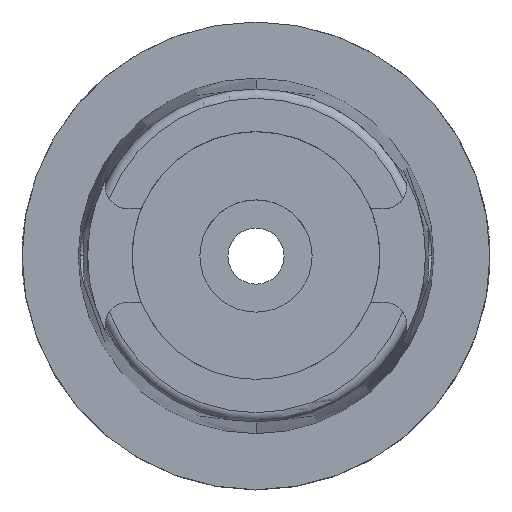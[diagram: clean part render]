
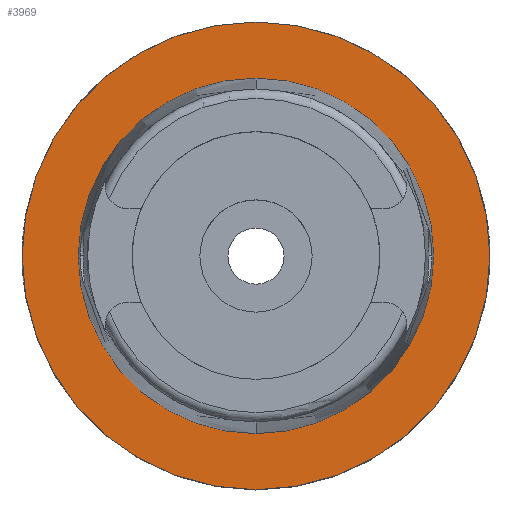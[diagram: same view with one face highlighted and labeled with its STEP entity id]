
A CAD part, top view. The second image highlights one B-rep face of the part: STEP entity #3969.
In plain terms, the highlighted planar face has unit normal (0, 0, 1).
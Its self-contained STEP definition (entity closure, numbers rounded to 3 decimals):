
#1958=CARTESIAN_POINT('',(0.,0.,0.));
#1959=DIRECTION('',(0.,0.,-1.));
#1960=DIRECTION('',(0.,-1.,0.));
#1961=AXIS2_PLACEMENT_3D('',#1958,#1959,#1960);
#1966=CARTESIAN_POINT('',(0.,0.,0.));
#1967=DIRECTION('',(0.,0.,-1.));
#1968=DIRECTION('',(0.,1.,0.));
#1969=AXIS2_PLACEMENT_3D('',#1966,#1967,#1968);
#1974=CARTESIAN_POINT('',(0.,0.,0.));
#1975=DIRECTION('',(0.,0.,1.));
#1976=DIRECTION('',(0.,-1.,0.));
#1977=AXIS2_PLACEMENT_3D('',#1974,#1975,#1976);
#1982=CARTESIAN_POINT('',(0.,0.,0.));
#1983=DIRECTION('',(0.,0.,1.));
#1984=DIRECTION('',(0.,1.,0.));
#1985=AXIS2_PLACEMENT_3D('',#1982,#1983,#1984);
#2282=CARTESIAN_POINT('',(0.,-38.,0.));
#2283=VERTEX_POINT('',#2282);
#2284=CARTESIAN_POINT('',(0.,38.,0.));
#2285=VERTEX_POINT('',#2284);
#2523=CARTESIAN_POINT('',(0.,50.,0.));
#2524=VERTEX_POINT('',#2523);
#2525=CARTESIAN_POINT('',(0.,-50.,0.));
#2526=VERTEX_POINT('',#2525);
#3956=CARTESIAN_POINT('',(0.,0.,0.));
#3957=DIRECTION('',(0.,0.,1.));
#3958=DIRECTION('',(0.,1.,0.));
#3959=AXIS2_PLACEMENT_3D('',#3956,#3957,#3958);
#3960=PLANE('',#3959);
#3961=ORIENTED_EDGE('',*,*,#3721,.T.);
#3962=ORIENTED_EDGE('',*,*,#3830,.T.);
#3963=EDGE_LOOP('',(#3961,#3962));
#3964=FACE_OUTER_BOUND('',#3963,.F.);
#3965=ORIENTED_EDGE('',*,*,#2761,.T.);
#3966=ORIENTED_EDGE('',*,*,#2732,.T.);
#3967=EDGE_LOOP('',(#3965,#3966));
#3968=FACE_BOUND('',#3967,.F.);
#1962=CIRCLE('',#1961,50.);
#1970=CIRCLE('',#1969,50.);
#1978=CIRCLE('',#1977,38.);
#1986=CIRCLE('',#1985,38.);
#2732=EDGE_CURVE('',#2285,#2283,#1986,.T.);
#2761=EDGE_CURVE('',#2283,#2285,#1978,.T.);
#3721=EDGE_CURVE('',#2526,#2524,#1962,.T.);
#3830=EDGE_CURVE('',#2524,#2526,#1970,.T.);
#3969=ADVANCED_FACE('',(#3964,#3968),#3960,.T.);
